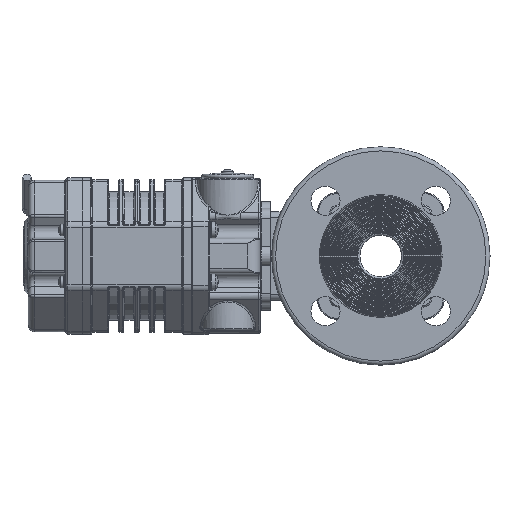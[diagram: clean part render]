
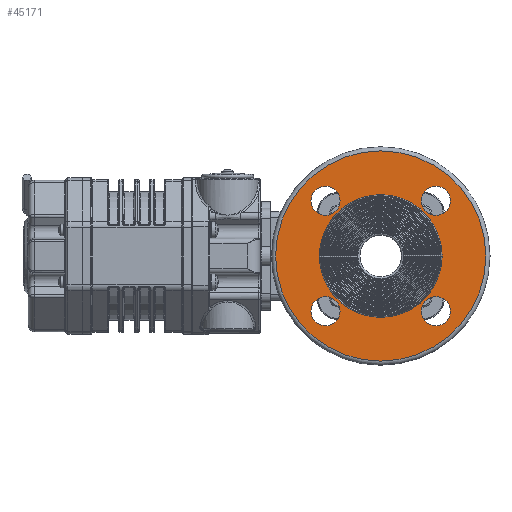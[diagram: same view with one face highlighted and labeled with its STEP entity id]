
A CAD part, left-side view. The second image highlights one B-rep face of the part: STEP entity #45171.
In plain terms, the highlighted planar face has unit normal (-1, 0, 0).
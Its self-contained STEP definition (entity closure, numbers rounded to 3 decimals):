
#10701=ORIENTED_EDGE('',*,*,#23544,.T.);
#10702=ORIENTED_EDGE('',*,*,#23545,.F.);
#10703=ORIENTED_EDGE('',*,*,#23546,.F.);
#10704=ORIENTED_EDGE('',*,*,#23547,.F.);
#10705=ORIENTED_EDGE('',*,*,#23548,.F.);
#10706=ORIENTED_EDGE('',*,*,#23549,.F.);
#23544=EDGE_CURVE('',#29925,#29925,#33766,.T.);
#23545=EDGE_CURVE('',#29926,#29926,#33767,.T.);
#23546=EDGE_CURVE('',#29927,#29927,#33768,.T.);
#23547=EDGE_CURVE('',#29928,#29928,#33769,.T.);
#23548=EDGE_CURVE('',#29929,#29929,#33770,.T.);
#23549=EDGE_CURVE('',#29930,#29930,#33771,.T.);
#29925=VERTEX_POINT('',#103338);
#29926=VERTEX_POINT('',#103340);
#29927=VERTEX_POINT('',#103342);
#29928=VERTEX_POINT('',#103344);
#29929=VERTEX_POINT('',#103346);
#29930=VERTEX_POINT('',#103348);
#33766=CIRCLE('',#55698,50.5);
#33767=CIRCLE('',#55699,29.5);
#33768=CIRCLE('',#55700,7.);
#33769=CIRCLE('',#55701,7.);
#33770=CIRCLE('',#55702,7.);
#33771=CIRCLE('',#55703,7.);
#36906=EDGE_LOOP('',(#10701));
#36907=EDGE_LOOP('',(#10702));
#36908=EDGE_LOOP('',(#10703));
#36909=EDGE_LOOP('',(#10704));
#36910=EDGE_LOOP('',(#10705));
#36911=EDGE_LOOP('',(#10706));
#40571=FACE_BOUND('',#36906,.T.);
#40572=FACE_BOUND('',#36907,.T.);
#40573=FACE_BOUND('',#36908,.T.);
#40574=FACE_BOUND('',#36909,.T.);
#40575=FACE_BOUND('',#36910,.T.);
#40576=FACE_BOUND('',#36911,.T.);
#43999=PLANE('',#55697);
#45171=ADVANCED_FACE('',(#40571,#40572,#40573,#40574,#40575,#40576),#43999,
 .F.);
#55697=AXIS2_PLACEMENT_3D('',#103336,#62200,#62201);
#55698=AXIS2_PLACEMENT_3D('',#103337,#62202,#62203);
#55699=AXIS2_PLACEMENT_3D('',#103339,#62204,#62205);
#55700=AXIS2_PLACEMENT_3D('',#103341,#62206,#62207);
#55701=AXIS2_PLACEMENT_3D('',#103343,#62208,#62209);
#55702=AXIS2_PLACEMENT_3D('',#103345,#62210,#62211);
#55703=AXIS2_PLACEMENT_3D('',#103347,#62212,#62213);
#62200=DIRECTION('',(1.,0.,0.));
#62201=DIRECTION('',(0.,0.,-1.));
#62202=DIRECTION('',(-1.,0.,0.));
#62203=DIRECTION('',(0.,0.,1.));
#62204=DIRECTION('',(-1.,0.,0.));
#62205=DIRECTION('',(0.,0.,1.));
#62206=DIRECTION('',(-1.,0.,0.));
#62207=DIRECTION('',(0.,0.,1.));
#62208=DIRECTION('',(-1.,0.,0.));
#62209=DIRECTION('',(0.,0.,1.));
#62210=DIRECTION('',(-1.,0.,0.));
#62211=DIRECTION('',(0.,0.,1.));
#62212=DIRECTION('',(-1.,0.,0.));
#62213=DIRECTION('',(0.,0.,1.));
#103336=CARTESIAN_POINT('',(2.8,29.5,0.));
#103337=CARTESIAN_POINT('',(2.8,0.,0.));
#103338=CARTESIAN_POINT('',(2.8,0.,50.5));
#103339=CARTESIAN_POINT('',(2.8,0.,0.));
#103340=CARTESIAN_POINT('',(2.8,0.,29.5));
#103341=CARTESIAN_POINT('',(2.8,26.517,26.517));
#103342=CARTESIAN_POINT('',(2.8,26.517,33.517));
#103343=CARTESIAN_POINT('',(2.8,-26.517,26.517));
#103344=CARTESIAN_POINT('',(2.8,-26.517,33.517));
#103345=CARTESIAN_POINT('',(2.8,-26.517,-26.517));
#103346=CARTESIAN_POINT('',(2.8,-26.517,-19.517));
#103347=CARTESIAN_POINT('',(2.8,26.517,-26.517));
#103348=CARTESIAN_POINT('',(2.8,26.517,-19.517));
